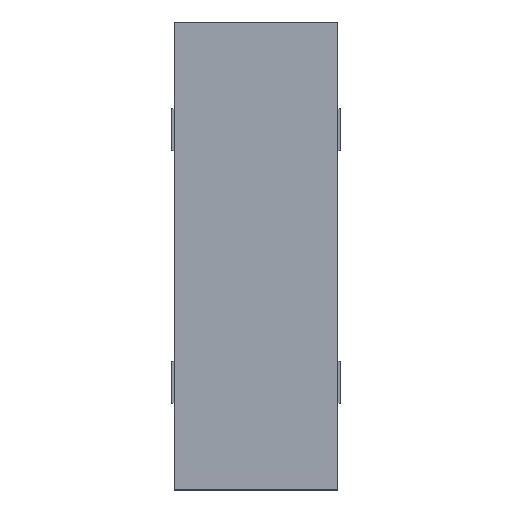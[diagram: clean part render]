
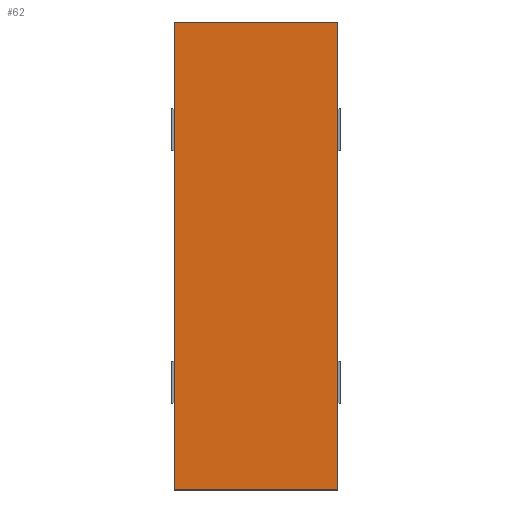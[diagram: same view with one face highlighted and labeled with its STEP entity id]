
A CAD part, top view. The second image highlights one B-rep face of the part: STEP entity #62.
In plain terms, the highlighted planar face has unit normal (0, 0, 1).
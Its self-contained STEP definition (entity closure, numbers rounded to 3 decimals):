
#36=FACE_OUTER_BOUND('',#124,.T.);
#62=ADVANCED_FACE('',(#36),#88,.T.);
#88=PLANE('',#491);
#124=EDGE_LOOP('',(#178,#179,#180,#181));
#178=ORIENTED_EDGE('',*,*,#316,.T.);
#179=ORIENTED_EDGE('',*,*,#320,.T.);
#180=ORIENTED_EDGE('',*,*,#331,.T.);
#181=ORIENTED_EDGE('',*,*,#333,.T.);
#276=VERTEX_POINT('',#648);
#277=VERTEX_POINT('',#650);
#279=VERTEX_POINT('',#656);
#289=VERTEX_POINT('',#678);
#316=EDGE_CURVE('',#277,#276,#376,.T.);
#320=EDGE_CURVE('',#276,#279,#380,.T.);
#331=EDGE_CURVE('',#279,#289,#391,.T.);
#333=EDGE_CURVE('',#289,#277,#393,.T.);
#376=LINE('',#649,#436);
#380=LINE('',#657,#440);
#391=LINE('',#679,#451);
#393=LINE('',#682,#453);
#436=VECTOR('',#525,1.);
#440=VECTOR('',#531,1.);
#451=VECTOR('',#544,1.);
#453=VECTOR('',#548,1.);
#491=AXIS2_PLACEMENT_3D('',#684,#551,#552);
#525=DIRECTION('',(0.,1.,0.));
#531=DIRECTION('',(-1.,0.,0.));
#544=DIRECTION('',(0.,-1.,0.));
#548=DIRECTION('',(1.,0.,0.));
#551=DIRECTION('',(0.,0.,1.));
#552=DIRECTION('',(0.,-1.,0.));
#648=CARTESIAN_POINT('',(3.5,10.,0.9));
#649=CARTESIAN_POINT('',(3.5,-10.,0.9));
#650=CARTESIAN_POINT('',(3.5,-10.,0.9));
#656=CARTESIAN_POINT('',(-3.5,10.,0.9));
#657=CARTESIAN_POINT('',(3.5,10.,0.9));
#678=CARTESIAN_POINT('',(-3.5,-10.,0.9));
#679=CARTESIAN_POINT('',(-3.5,10.,0.9));
#682=CARTESIAN_POINT('',(-3.5,-10.,0.9));
#684=CARTESIAN_POINT('',(3.5,10.,0.9));
